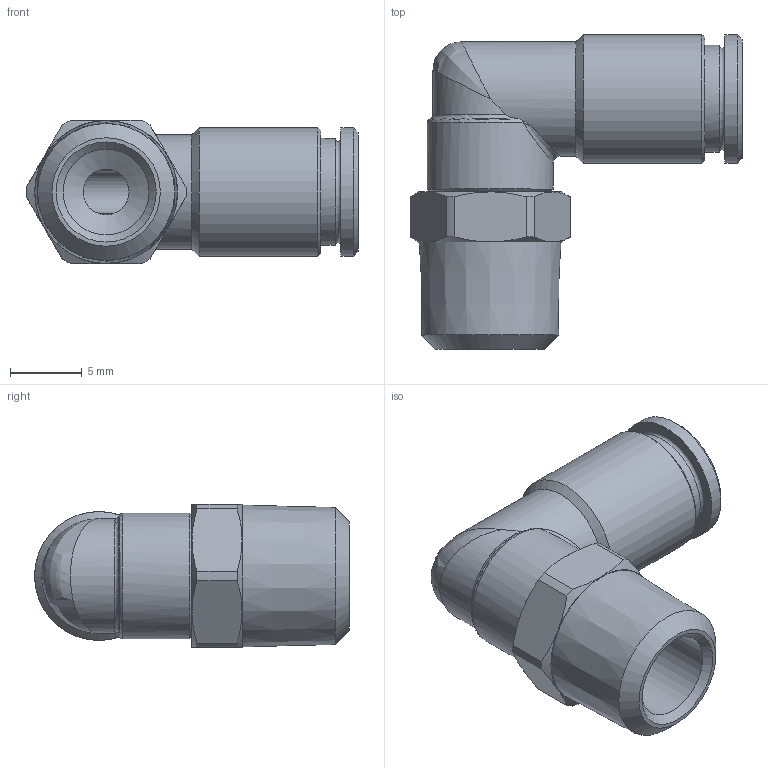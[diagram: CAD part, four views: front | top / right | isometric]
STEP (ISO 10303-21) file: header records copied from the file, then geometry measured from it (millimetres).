
FILE_DESCRIPTION( ( 'STEP AP214' ), '1' );
FILE_NAME( 'psolqas_2696_16.stp', '2020-12-10T08:57:10', ( 'License CC BY-ND 4.0' ), ( 'CADENAS' ), ' ', 'PARTsolutions', ' ' );
FILE_SCHEMA( ( 'AUTOMOTIVE_DESIGN { 1 0 10303 214 1 1 1 1 }' ) );
Length unit declared in the file: metre
Products named in the file (1): NONE
Bounding box: 23.2 x 22 x 10 mm (x, y, z)
Volume: 1671.9 mm3; surface area: 1621.2 mm2
Topology: 1 solids, 1 shells, 62 faces, 145 edges, 87 vertices
Faces by surface type: cone 23, cylinder 17, plane 15, bspline 4, torus 3
Full cylindrical faces by diameter (mm): 3 x1, 3.2 x1, 4.15 x1, 6 x1, 7.5 x1, 8 x1, 8.8 x1, 8.998 x1, 9 x1
Entity records: 2509 total; most frequent: CARTESIAN_POINT 801, DIRECTION 242, ORIENTED_EDGE 230, EDGE_CURVE 115, AXIS2_PLACEMENT_3D 114, EDGE_LOOP 87, VERTEX_POINT 80, FACE_OUTER_BOUND 71
